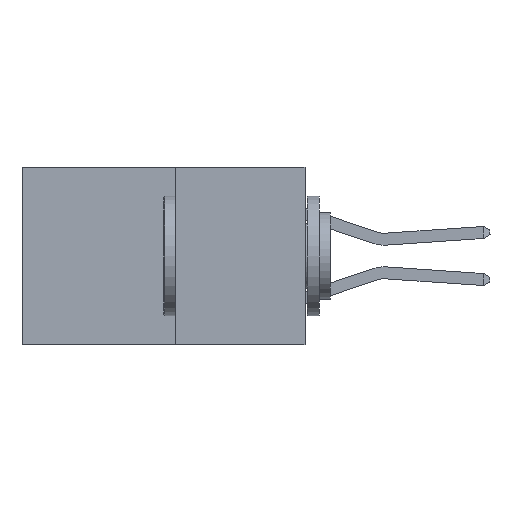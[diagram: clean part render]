
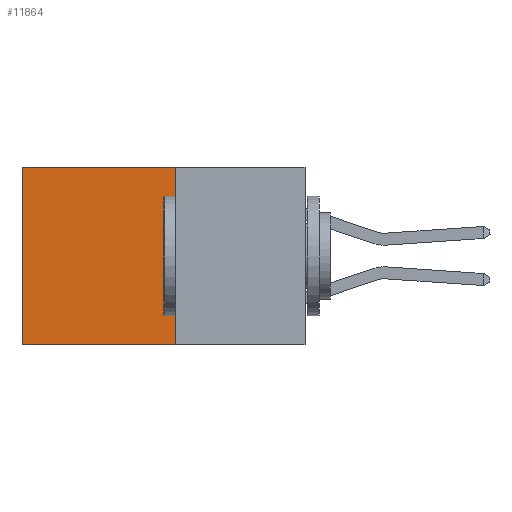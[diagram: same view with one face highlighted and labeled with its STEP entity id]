
A CAD part, left-side view. The second image highlights one B-rep face of the part: STEP entity #11864.
In plain terms, the highlighted planar face has unit normal (-1, 0, 0).
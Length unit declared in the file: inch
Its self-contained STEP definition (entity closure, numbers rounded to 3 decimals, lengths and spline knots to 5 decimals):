
#34 = ORIENTED_EDGE ( 'NONE', *, *, #3014, .F. ) ;
#296 = CARTESIAN_POINT ( 'NONE',  ( 0.277, 0.27, 0. ) ) ;
#900 = DIRECTION ( 'NONE',  ( 0., 0., -1. ) ) ;
#918 = VECTOR ( 'NONE', #900, 39.37008 ) ;
#1068 = VECTOR ( 'NONE', #10567, 39.37008 ) ;
#1426 = ORIENTED_EDGE ( 'NONE', *, *, #2385, .T. ) ;
#2359 = VECTOR ( 'NONE', #12363, 39.37008 ) ;
#2385 = EDGE_CURVE ( 'NONE', #4871, #5141, #12810, .T. ) ;
#3014 = EDGE_CURVE ( 'NONE', #3904, #6557, #10232, .T. ) ;
#3317 = EDGE_CURVE ( 'NONE', #3904, #4871, #8920, .T. ) ;
#3777 = CARTESIAN_POINT ( 'NONE',  ( 0.277, 0.59, -0.37 ) ) ;
#3813 = CARTESIAN_POINT ( 'NONE',  ( 0.277, 0.27, -0.37 ) ) ;
#3841 = DIRECTION ( 'NONE',  ( 1., 0., 0. ) ) ;
#3904 = VERTEX_POINT ( 'NONE', #296 ) ;
#4871 = VERTEX_POINT ( 'NONE', #7233 ) ;
#5067 = ORIENTED_EDGE ( 'NONE', *, *, #3317, .T. ) ;
#5085 = ORIENTED_EDGE ( 'NONE', *, *, #12131, .F. ) ;
#5141 = VERTEX_POINT ( 'NONE', #3777 ) ;
#5181 = AXIS2_PLACEMENT_3D ( 'NONE', #10738, #3841, #11924 ) ;
#5388 = LINE ( 'NONE', #8805, #2359 ) ;
#6288 = FACE_OUTER_BOUND ( 'NONE', #9206, .T. ) ;
#6557 = VERTEX_POINT ( 'NONE', #9705 ) ;
#7233 = CARTESIAN_POINT ( 'NONE',  ( 0.277, 0.59, 0. ) ) ;
#8805 = CARTESIAN_POINT ( 'NONE',  ( 0.277, 0.27, -0.37 ) ) ;
#8920 = LINE ( 'NONE', #11915, #9291 ) ;
#9206 = EDGE_LOOP ( 'NONE', ( #1426, #5085, #34, #5067 ) ) ;
#9291 = VECTOR ( 'NONE', #9492, 39.37008 ) ;
#9492 = DIRECTION ( 'NONE',  ( 0., 1., 0. ) ) ;
#9705 = CARTESIAN_POINT ( 'NONE',  ( 0.277, 0.27, -0.37 ) ) ;
#10232 = LINE ( 'NONE', #3813, #1068 ) ;
#10567 = DIRECTION ( 'NONE',  ( 0., 0., -1. ) ) ;
#10738 = CARTESIAN_POINT ( 'NONE',  ( 0.277, 0.27, -0.37 ) ) ;
#11864 = ADVANCED_FACE ( 'NONE', ( #6288 ), #13001, .F. ) ;
#11915 = CARTESIAN_POINT ( 'NONE',  ( 0.277, 0.27, 0. ) ) ;
#11924 = DIRECTION ( 'NONE',  ( 0., 0., -1. ) ) ;
#12131 = EDGE_CURVE ( 'NONE', #6557, #5141, #5388, .T. ) ;
#12363 = DIRECTION ( 'NONE',  ( 0., 1., 0. ) ) ;
#12810 = LINE ( 'NONE', #13701, #918 ) ;
#13001 = PLANE ( 'NONE',  #5181 ) ;
#13701 = CARTESIAN_POINT ( 'NONE',  ( 0.277, 0.59, -0.37 ) ) ;
